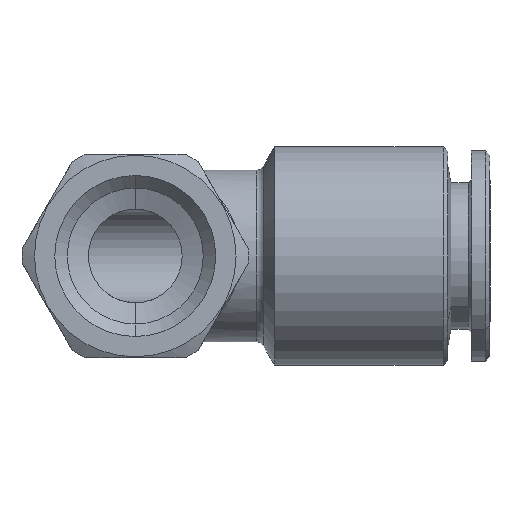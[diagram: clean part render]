
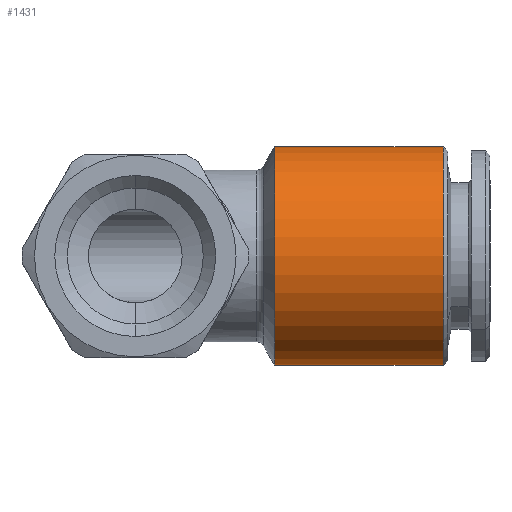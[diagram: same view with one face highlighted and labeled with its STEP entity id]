
A CAD part, front view. The second image highlights one B-rep face of the part: STEP entity #1431.
In plain terms, the highlighted cylindrical face has radius 7 mm (diameter 14 mm), a partial arc.
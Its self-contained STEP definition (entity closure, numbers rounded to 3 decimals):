
#39 = CARTESIAN_POINT ( 'NONE',  ( 19.7, 0., 0. ) ) ;
#40 = DIRECTION ( 'NONE',  ( 0., 0., 1. ) ) ;
#41 = DIRECTION ( 'NONE',  ( -1., 0., 0. ) ) ;
#42 = CARTESIAN_POINT ( 'NONE',  ( 0., 0., 0. ) ) ;
#43 = AXIS2_PLACEMENT_3D ( 'NONE', #42, #41, #40 ) ;
#44 = CYLINDRICAL_SURFACE ( 'NONE', #43, 7. ) ;
#70 = FACE_OUTER_BOUND ( 'NONE', #1429, .T. ) ;
#87 = DIRECTION ( 'NONE',  ( 0., 0., 1. ) ) ;
#88 = DIRECTION ( 'NONE',  ( -1., 0., 0. ) ) ;
#89 = AXIS2_PLACEMENT_3D ( 'NONE', #39, #88, #87 ) ;
#90 = CIRCLE ( 'NONE', #89, 7. ) ;
#758 = VERTEX_POINT ( 'NONE', #1620 ) ;
#773 = VERTEX_POINT ( 'NONE', #1797 ) ;
#884 = EDGE_CURVE ( 'NONE', #986, #758, #2006, .T. ) ;
#887 = EDGE_CURVE ( 'NONE', #898, #773, #1996, .T. ) ;
#898 = VERTEX_POINT ( 'NONE', #1968 ) ;
#986 = VERTEX_POINT ( 'NONE', #2343 ) ;
#1036 = EDGE_CURVE ( 'NONE', #773, #758, #2177, .T. ) ;
#1429 = EDGE_LOOP ( 'NONE', ( #1435, #1433, #1432, #1436 ) ) ;
#1431 = ADVANCED_FACE ( 'NONE', ( #70 ), #44, .T. ) ;
#1432 = ORIENTED_EDGE ( 'NONE', *, *, #887, .T. ) ;
#1433 = ORIENTED_EDGE ( 'NONE', *, *, #1434, .T. ) ;
#1434 = EDGE_CURVE ( 'NONE', #986, #898, #90, .T. ) ;
#1435 = ORIENTED_EDGE ( 'NONE', *, *, #884, .F. ) ;
#1436 = ORIENTED_EDGE ( 'NONE', *, *, #1036, .T. ) ;
#1620 = CARTESIAN_POINT ( 'NONE',  ( 8.923, 0., -7. ) ) ;
#1797 = CARTESIAN_POINT ( 'NONE',  ( 8.923, 0., 7. ) ) ;
#1968 = CARTESIAN_POINT ( 'NONE',  ( 19.7, 0., 7. ) ) ;
#1993 = DIRECTION ( 'NONE',  ( -1., 0., 0. ) ) ;
#1994 = VECTOR ( 'NONE', #1993, 1000. ) ;
#1995 = CARTESIAN_POINT ( 'NONE',  ( 0., 0., 7. ) ) ;
#1996 = LINE ( 'NONE', #1995, #1994 ) ;
#2003 = DIRECTION ( 'NONE',  ( -1., 0., 0. ) ) ;
#2004 = VECTOR ( 'NONE', #2003, 1000. ) ;
#2005 = CARTESIAN_POINT ( 'NONE',  ( 0., 0., -7. ) ) ;
#2006 = LINE ( 'NONE', #2005, #2004 ) ;
#2173 = DIRECTION ( 'NONE',  ( 0., 0., -1. ) ) ;
#2174 = DIRECTION ( 'NONE',  ( 1., 0., 0. ) ) ;
#2175 = CARTESIAN_POINT ( 'NONE',  ( 8.923, 0., 0. ) ) ;
#2176 = AXIS2_PLACEMENT_3D ( 'NONE', #2175, #2174, #2173 ) ;
#2177 = CIRCLE ( 'NONE', #2176, 7. ) ;
#2343 = CARTESIAN_POINT ( 'NONE',  ( 19.7, 0., -7. ) ) ;
